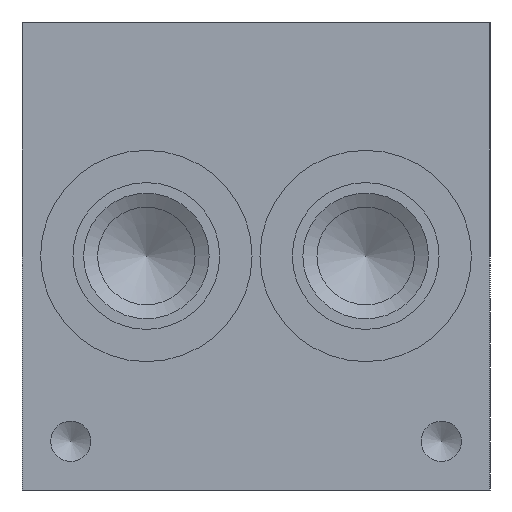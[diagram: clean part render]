
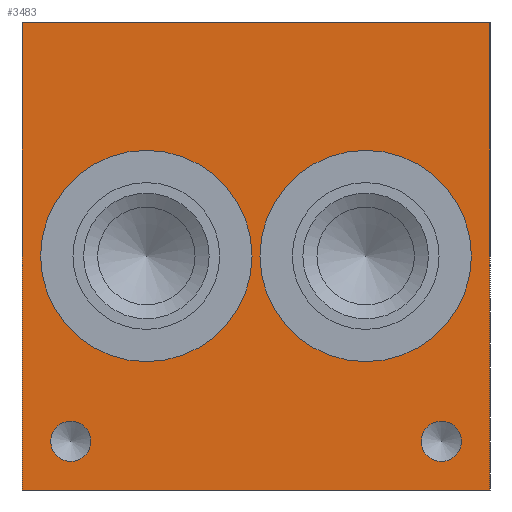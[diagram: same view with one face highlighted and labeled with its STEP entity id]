
A CAD part, left-side view. The second image highlights one B-rep face of the part: STEP entity #3483.
In plain terms, the highlighted planar face has unit normal (-1, 0, 0).
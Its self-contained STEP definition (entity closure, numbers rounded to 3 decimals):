
#1892=CARTESIAN_POINT('',(0.0,55.956,55.309));
#1893=VERTEX_POINT('',#1892);
#1894=CARTESIAN_POINT('',(0.0,55.956,38.1));
#1895=DIRECTION('',(1.0,0.0,0.0));
#1896=DIRECTION('',(0.0,0.0,1.0));
#1897=AXIS2_PLACEMENT_3D('',#1894,#1895,#1896);
#1898=CIRCLE('',#1897,17.209);
#1899=EDGE_CURVE('',#1893,#1893,#1898,.T.);
#2049=CARTESIAN_POINT('',(0.0,20.244,55.309));
#2050=VERTEX_POINT('',#2049);
#2051=CARTESIAN_POINT('',(0.0,20.244,38.1));
#2052=DIRECTION('',(1.0,0.0,0.0));
#2053=DIRECTION('',(0.0,0.0,1.0));
#2054=AXIS2_PLACEMENT_3D('',#2051,#2052,#2053);
#2055=CIRCLE('',#2054,17.209);
#2056=EDGE_CURVE('',#2050,#2050,#2055,.T.);
#2086=CARTESIAN_POINT('',(0.0,68.25,11.189));
#2087=VERTEX_POINT('',#2086);
#2088=CARTESIAN_POINT('',(0.0,68.25,7.925));
#2089=DIRECTION('',(1.0,0.0,0.0));
#2090=DIRECTION('',(0.0,0.0,1.0));
#2091=AXIS2_PLACEMENT_3D('',#2088,#2089,#2090);
#2092=CIRCLE('',#2091,3.264);
#2093=EDGE_CURVE('',#2087,#2087,#2092,.T.);
#2123=CARTESIAN_POINT('',(0.0,7.925,11.189));
#2124=VERTEX_POINT('',#2123);
#2125=CARTESIAN_POINT('',(0.0,7.925,7.925));
#2126=DIRECTION('',(1.0,0.0,0.0));
#2127=DIRECTION('',(0.0,0.0,1.0));
#2128=AXIS2_PLACEMENT_3D('',#2125,#2126,#2127);
#2129=CIRCLE('',#2128,3.264);
#2130=EDGE_CURVE('',#2124,#2124,#2129,.T.);
#3432=CARTESIAN_POINT('',(0.0,0.0,0.0));
#3433=DIRECTION('',(-1.0,0.0,0.0));
#3434=DIRECTION('',(0.0,0.0,1.0));
#3435=AXIS2_PLACEMENT_3D('',#3432,#3433,#3434);
#3436=PLANE('',#3435);
#3437=CARTESIAN_POINT('',(0.0,0.0,76.2));
#3438=VERTEX_POINT('',#3437);
#3439=CARTESIAN_POINT('',(0.0,76.2,76.2));
#3440=VERTEX_POINT('',#3439);
#3441=CARTESIAN_POINT('',(0.0,0.0,76.2));
#3442=DIRECTION('',(0.0,1.0,0.0));
#3443=VECTOR('',#3442,76.2);
#3444=LINE('',#3441,#3443);
#3445=EDGE_CURVE('',#3438,#3440,#3444,.T.);
#3446=ORIENTED_EDGE('',*,*,#3445,.T.);
#3447=CARTESIAN_POINT('',(0.0,76.2,0.0));
#3448=VERTEX_POINT('',#3447);
#3449=CARTESIAN_POINT('',(0.0,76.2,0.0));
#3450=DIRECTION('',(0.0,0.0,1.0));
#3451=VECTOR('',#3450,76.2);
#3452=LINE('',#3449,#3451);
#3453=EDGE_CURVE('',#3448,#3440,#3452,.T.);
#3454=ORIENTED_EDGE('',*,*,#3453,.F.);
#3455=CARTESIAN_POINT('',(0.0,0.0,0.0));
#3456=VERTEX_POINT('',#3455);
#3457=CARTESIAN_POINT('',(0.0,76.2,0.0));
#3458=DIRECTION('',(0.0,-1.0,0.0));
#3459=VECTOR('',#3458,76.2);
#3460=LINE('',#3457,#3459);
#3461=EDGE_CURVE('',#3448,#3456,#3460,.T.);
#3462=ORIENTED_EDGE('',*,*,#3461,.T.);
#3463=CARTESIAN_POINT('',(0.0,0.0,0.0));
#3464=DIRECTION('',(0.0,0.0,1.0));
#3465=VECTOR('',#3464,76.2);
#3466=LINE('',#3463,#3465);
#3467=EDGE_CURVE('',#3456,#3438,#3466,.T.);
#3468=ORIENTED_EDGE('',*,*,#3467,.T.);
#3469=EDGE_LOOP('',(#3446,#3454,#3462,#3468));
#3470=FACE_OUTER_BOUND('',#3469,.T.);
#3471=ORIENTED_EDGE('',*,*,#1899,.T.);
#3472=EDGE_LOOP('',(#3471));
#3473=FACE_BOUND('',#3472,.T.);
#3474=ORIENTED_EDGE('',*,*,#2056,.T.);
#3475=EDGE_LOOP('',(#3474));
#3476=FACE_BOUND('',#3475,.T.);
#3477=ORIENTED_EDGE('',*,*,#2093,.T.);
#3478=EDGE_LOOP('',(#3477));
#3479=FACE_BOUND('',#3478,.T.);
#3480=ORIENTED_EDGE('',*,*,#2130,.T.);
#3481=EDGE_LOOP('',(#3480));
#3482=FACE_BOUND('',#3481,.T.);
#3483=ADVANCED_FACE('',(#3470,#3473,#3476,#3479,#3482),#3436,.T.);
